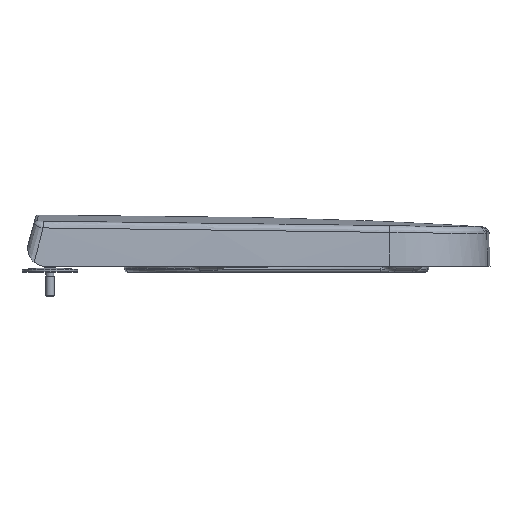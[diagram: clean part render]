
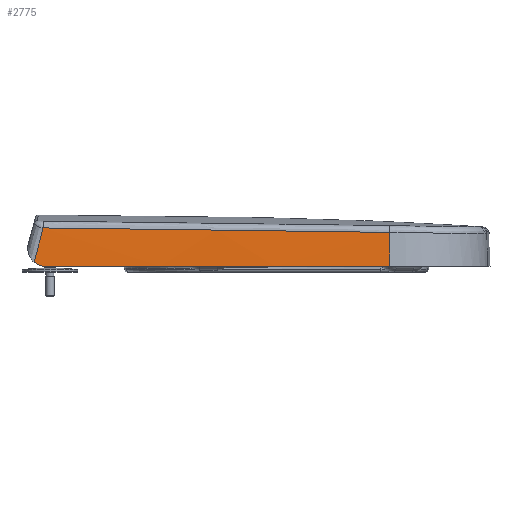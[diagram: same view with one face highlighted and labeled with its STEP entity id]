
A CAD part, front view. The second image highlights one B-rep face of the part: STEP entity #2775.
In plain terms, the highlighted conical face has half-angle 2 degrees and reference radius 8878.48 mm.
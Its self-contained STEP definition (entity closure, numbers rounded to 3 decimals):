
#687=LINE('',#51899,#864);
#864=VECTOR('',#10899,1.);
#1342=B_SPLINE_CURVE_WITH_KNOTS('',3,(#51633,#51634,#51635,#51636,#51637,
#51638,#51639),.UNSPECIFIED.,.F.,.F.,(4,3,4),(0.,0.563,1.),
 .UNSPECIFIED.);
#1343=B_SPLINE_CURVE_WITH_KNOTS('',3,(#51652,#51653,#51654,#51655,#51656,
#51657,#51658,#51659),.UNSPECIFIED.,.F.,.F.,(4,2,2,4),(0.,0.5,0.75,1.),
 .UNSPECIFIED.);
#1345=B_SPLINE_CURVE_WITH_KNOTS('',3,(#51892,#51893,#51894,#51895),
 .UNSPECIFIED.,.F.,.F.,(4,4),(0.,1.),.UNSPECIFIED.);
#1520=CONICAL_SURFACE('',#9528,8878.481,2.);
#2211=FACE_OUTER_BOUND('',#3525,.T.);
#2775=ADVANCED_FACE('',(#2211),#1520,.T.);
#3525=EDGE_LOOP('',(#5744,#5745,#5746,#5747,#5748));
#5744=ORIENTED_EDGE('',*,*,#8279,.F.);
#5745=ORIENTED_EDGE('',*,*,#8278,.F.);
#5746=ORIENTED_EDGE('',*,*,#8290,.T.);
#5747=ORIENTED_EDGE('',*,*,#8291,.F.);
#5748=ORIENTED_EDGE('',*,*,#8292,.F.);
#7045=VERTEX_POINT('',#51224);
#7049=VERTEX_POINT('',#51632);
#7050=VERTEX_POINT('',#51660);
#7056=VERTEX_POINT('',#51896);
#7057=VERTEX_POINT('',#51898);
#8278=EDGE_CURVE('',#7049,#7045,#1342,.T.);
#8279=EDGE_CURVE('',#7045,#7050,#1343,.T.);
#8290=EDGE_CURVE('',#7049,#7056,#1345,.T.);
#8291=EDGE_CURVE('',#7057,#7056,#8873,.T.);
#8292=EDGE_CURVE('',#7050,#7057,#687,.T.);
#8873=CIRCLE('',#9527,8878.48);
#9527=AXIS2_PLACEMENT_3D('',#51897,#10897,#10898);
#9528=AXIS2_PLACEMENT_3D('',#51900,#10900,#10901);
#10897=DIRECTION('',(0.,0.,-1.));
#10898=DIRECTION('',(1.,0.,0.));
#10899=DIRECTION('',(0.003,-0.035,-0.999));
#10900=DIRECTION('',(0.,0.,-1.));
#10901=DIRECTION('',(1.,0.,0.));
#51224=CARTESIAN_POINT('',(-6.684,-182.876,12.569));
#51632=CARTESIAN_POINT('',(-15.879,-184.432,-21.709));
#51633=CARTESIAN_POINT('',(-15.879,-184.432,-21.709));
#51634=CARTESIAN_POINT('',(-14.154,-184.141,-15.276));
#51635=CARTESIAN_POINT('',(-12.428,-183.85,-8.843));
#51636=CARTESIAN_POINT('',(-10.702,-183.557,-2.41));
#51637=CARTESIAN_POINT('',(-9.363,-183.331,2.583));
#51638=CARTESIAN_POINT('',(-8.024,-183.104,7.576));
#51639=CARTESIAN_POINT('',(-6.684,-182.876,12.569));
#51652=CARTESIAN_POINT('',(-6.684,-182.876,12.569));
#51653=CARTESIAN_POINT('',(51.326,-180.609,11.881));
#51654=CARTESIAN_POINT('',(109.311,-177.775,11.167));
#51655=CARTESIAN_POINT('',(196.239,-172.671,10.054));
#51656=CARTESIAN_POINT('',(225.205,-170.829,9.676));
#51657=CARTESIAN_POINT('',(283.119,-166.859,8.906));
#51658=CARTESIAN_POINT('',(312.067,-164.731,8.553));
#51659=CARTESIAN_POINT('',(341.005,-162.465,8.094));
#51660=CARTESIAN_POINT('',(341.005,-162.465,8.094));
#51892=CARTESIAN_POINT('',(-15.879,-184.432,-21.709));
#51893=CARTESIAN_POINT('',(-12.622,-184.404,-24.48));
#51894=CARTESIAN_POINT('',(-8.487,-184.296,-26.));
#51895=CARTESIAN_POINT('',(-4.214,-184.126,-26.));
#51896=CARTESIAN_POINT('',(-4.214,-184.126,-26.));
#51897=CARTESIAN_POINT('',(-356.955,8687.344,-26.));
#51898=CARTESIAN_POINT('',(341.099,-163.652,-26.));
#51899=CARTESIAN_POINT('',(341.099,-163.653,-26.035));
#51900=CARTESIAN_POINT('',(-356.955,8687.344,-26.035));
